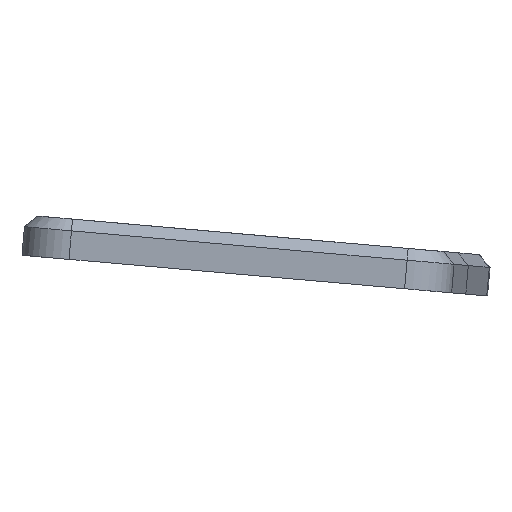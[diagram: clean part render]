
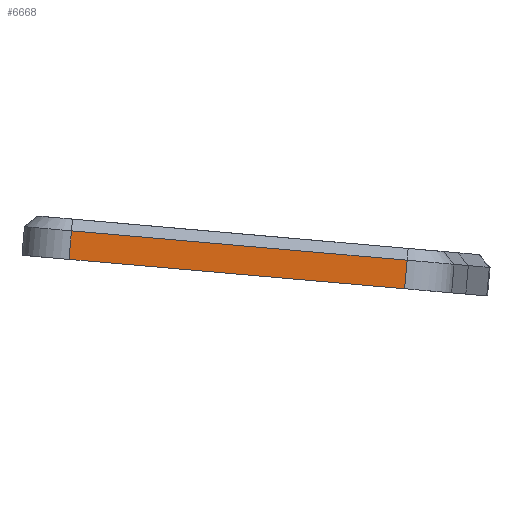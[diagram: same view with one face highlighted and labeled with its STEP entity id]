
A CAD part, left-side view. The second image highlights one B-rep face of the part: STEP entity #6668.
In plain terms, the highlighted planar face has unit normal (-1, 0, 0).
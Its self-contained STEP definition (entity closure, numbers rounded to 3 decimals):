
#58=PLANE('',#7054);
#257=FACE_OUTER_BOUND('',#625,.T.);
#625=EDGE_LOOP('',(#4450,#4451,#4452,#4453));
#1026=LINE('',#9919,#1696);
#1027=LINE('',#9922,#1697);
#1028=LINE('',#9924,#1698);
#1029=LINE('',#9925,#1699);
#1696=VECTOR('',#7792,10.);
#1697=VECTOR('',#7795,10.);
#1698=VECTOR('',#7796,10.);
#1699=VECTOR('',#7797,10.);
#2727=VERTEX_POINT('',#9913);
#2729=VERTEX_POINT('',#9917);
#2730=VERTEX_POINT('',#9921);
#2731=VERTEX_POINT('',#9923);
#3418=EDGE_CURVE('',#2729,#2727,#1026,.T.);
#3419=EDGE_CURVE('',#2727,#2730,#1027,.T.);
#3420=EDGE_CURVE('',#2731,#2729,#1028,.T.);
#3421=EDGE_CURVE('',#2731,#2730,#1029,.T.);
#4450=ORIENTED_EDGE('',*,*,#3419,.F.);
#4451=ORIENTED_EDGE('',*,*,#3418,.F.);
#4452=ORIENTED_EDGE('',*,*,#3420,.F.);
#4453=ORIENTED_EDGE('',*,*,#3421,.T.);
#6668=ADVANCED_FACE('',(#257),#58,.T.);
#7054=AXIS2_PLACEMENT_3D('',#9920,#7793,#7794);
#7792=DIRECTION('',(0.,-0.087,0.996));
#7793=DIRECTION('center_axis',(-1.,0.,0.));
#7794=DIRECTION('ref_axis',(0.,-0.996,-0.087));
#7795=DIRECTION('',(0.,-0.996,-0.087));
#7796=DIRECTION('',(0.,0.996,0.087));
#7797=DIRECTION('',(0.,-0.087,0.996));
#9913=CARTESIAN_POINT('',(-11.999,109.692,7.709));
#9917=CARTESIAN_POINT('',(-11.999,110.433,-0.759));
#9919=CARTESIAN_POINT('',(-11.999,109.823,6.215));
#9920=CARTESIAN_POINT('Origin',(-11.999,109.823,6.215));
#9921=CARTESIAN_POINT('',(-11.999,10.048,-1.009));
#9922=CARTESIAN_POINT('',(-11.999,82.109,5.296));
#9923=CARTESIAN_POINT('',(-11.999,10.789,-9.476));
#9924=CARTESIAN_POINT('',(-11.999,110.433,-0.759));
#9925=CARTESIAN_POINT('',(-11.999,10.179,-2.503));
